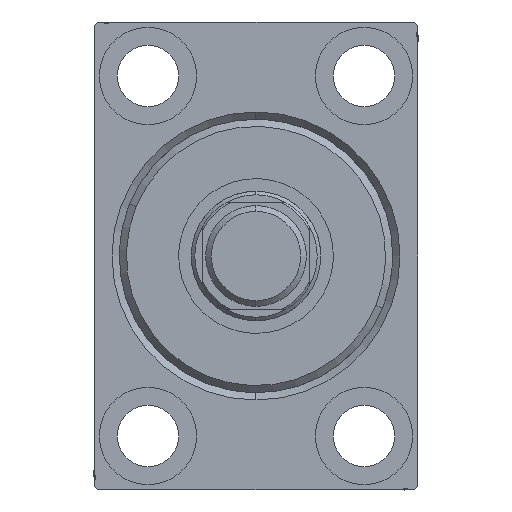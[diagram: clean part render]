
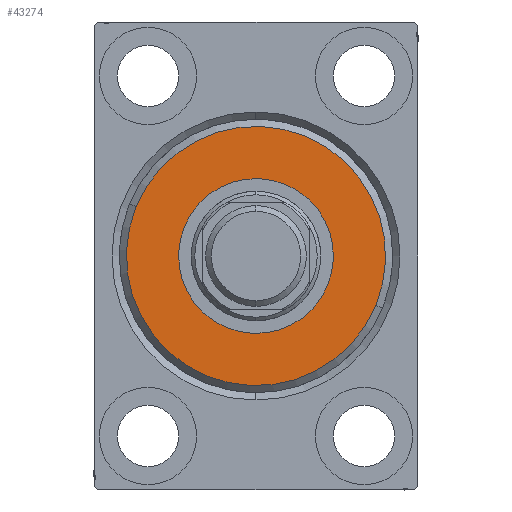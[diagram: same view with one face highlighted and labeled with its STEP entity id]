
A CAD part, left-side view. The second image highlights one B-rep face of the part: STEP entity #43274.
In plain terms, the highlighted face is planar.
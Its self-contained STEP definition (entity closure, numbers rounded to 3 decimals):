
#299 = DIRECTION ( 'NONE',  ( 1., 0., 0. ) ) ;
#1695 = CIRCLE ( 'NONE', #26805, 18. ) ;
#1991 = DIRECTION ( 'NONE',  ( 1., 0., 0. ) ) ;
#3101 = CARTESIAN_POINT ( 'NONE',  ( 3., 0., -18. ) ) ;
#4540 = DIRECTION ( 'NONE',  ( 0., 0., -1. ) ) ;
#5197 = FACE_BOUND ( 'NONE', #25504, .T. ) ;
#6174 = DIRECTION ( 'NONE',  ( 0., 0., -1. ) ) ;
#6177 = VERTEX_POINT ( 'NONE', #34456 ) ;
#6702 = CARTESIAN_POINT ( 'NONE',  ( 3., 0., 0. ) ) ;
#7073 = DIRECTION ( 'NONE',  ( -1., 0., 0. ) ) ;
#7137 = EDGE_CURVE ( 'NONE', #31372, #7727, #22683, .T. ) ;
#7702 = PLANE ( 'NONE',  #18958 ) ;
#7727 = VERTEX_POINT ( 'NONE', #31431 ) ;
#8149 = FACE_OUTER_BOUND ( 'NONE', #41782, .T. ) ;
#10493 = AXIS2_PLACEMENT_3D ( 'NONE', #24809, #299, #41647 ) ;
#11291 = DIRECTION ( 'NONE',  ( 1., 0., 0. ) ) ;
#13017 = VERTEX_POINT ( 'NONE', #27685 ) ;
#14218 = CIRCLE ( 'NONE', #35012, 10.75 ) ;
#14599 = AXIS2_PLACEMENT_3D ( 'NONE', #20789, #7073, #6174 ) ;
#15279 = CARTESIAN_POINT ( 'NONE',  ( 3., 0., 0. ) ) ;
#16528 = EDGE_CURVE ( 'NONE', #13017, #6177, #14218, .T. ) ;
#17729 = DIRECTION ( 'NONE',  ( 0., 0., -1. ) ) ;
#18958 = AXIS2_PLACEMENT_3D ( 'NONE', #28602, #11291, #4540 ) ;
#20789 = CARTESIAN_POINT ( 'NONE',  ( 3., 0., 0. ) ) ;
#21745 = CIRCLE ( 'NONE', #14599, 10.75 ) ;
#22683 = CIRCLE ( 'NONE', #10493, 18. ) ;
#24809 = CARTESIAN_POINT ( 'NONE',  ( 3., 0., 0. ) ) ;
#25504 = EDGE_LOOP ( 'NONE', ( #32336, #40108 ) ) ;
#25824 = DIRECTION ( 'NONE',  ( 0., 0., -1. ) ) ;
#26466 = ORIENTED_EDGE ( 'NONE', *, *, #7137, .T. ) ;
#26805 = AXIS2_PLACEMENT_3D ( 'NONE', #15279, #1991, #25824 ) ;
#27685 = CARTESIAN_POINT ( 'NONE',  ( 3., 0., 10.75 ) ) ;
#28602 = CARTESIAN_POINT ( 'NONE',  ( 3., 0., 0. ) ) ;
#31372 = VERTEX_POINT ( 'NONE', #3101 ) ;
#31431 = CARTESIAN_POINT ( 'NONE',  ( 3., 0., 18. ) ) ;
#32336 = ORIENTED_EDGE ( 'NONE', *, *, #16528, .T. ) ;
#34456 = CARTESIAN_POINT ( 'NONE',  ( 3., 0., -10.75 ) ) ;
#35012 = AXIS2_PLACEMENT_3D ( 'NONE', #6702, #37942, #17729 ) ;
#36329 = EDGE_CURVE ( 'NONE', #6177, #13017, #21745, .T. ) ;
#37942 = DIRECTION ( 'NONE',  ( -1., 0., 0. ) ) ;
#39308 = ORIENTED_EDGE ( 'NONE', *, *, #42855, .T. ) ;
#40108 = ORIENTED_EDGE ( 'NONE', *, *, #36329, .T. ) ;
#41647 = DIRECTION ( 'NONE',  ( 0., 0., -1. ) ) ;
#41782 = EDGE_LOOP ( 'NONE', ( #39308, #26466 ) ) ;
#42855 = EDGE_CURVE ( 'NONE', #7727, #31372, #1695, .T. ) ;
#43274 = ADVANCED_FACE ( 'NONE', ( #8149, #5197 ), #7702, .T. ) ;
